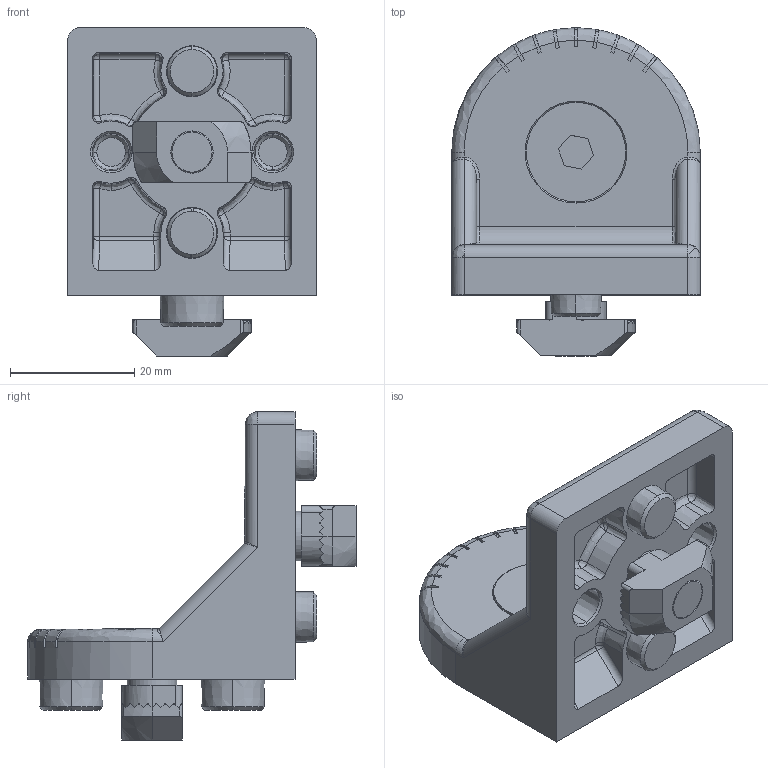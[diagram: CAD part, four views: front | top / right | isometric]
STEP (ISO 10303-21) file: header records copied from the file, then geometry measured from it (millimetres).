
FILE_DESCRIPTION(('STEP AP203'),'1');
FILE_NAME('fath_093wg402ns03.stp','2021-11-24T07:37:42',('TraceParts'),('TraceParts S.A.'),'Spatial InterOp 3D',' ',' ');
FILE_SCHEMA(('CONFIG_CONTROL_DESIGN'));
Length unit declared in the file: millimetre
Products named in the file (1): 1
Bounding box: 40 x 52.85 x 52.85 mm (x, y, z)
Volume: 22793.2 mm3; surface area: 14789.3 mm2
Topology: 9 solids, 9 shells, 753 faces, 1945 edges, 1206 vertices
Faces by surface type: cylinder 243, plane 201, bspline 175, cone 134
Entity records: 27093 total; most frequent: CARTESIAN_POINT 9964, ORIENTED_EDGE 3838, DIRECTION 3326, EDGE_CURVE 1919, AXIS2_PLACEMENT_3D 1284, VERTEX_POINT 1206, EDGE_LOOP 783, LINE 758
